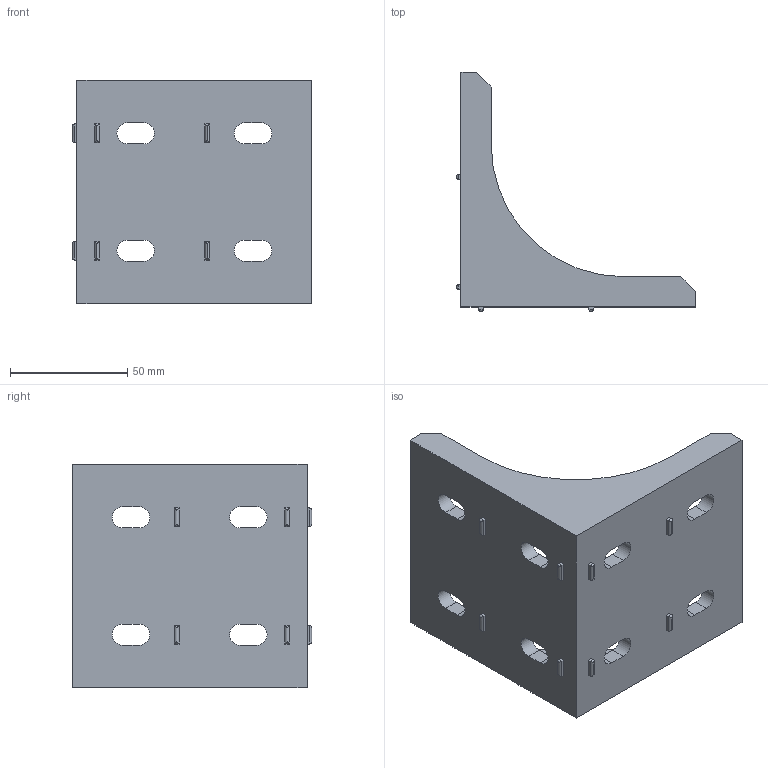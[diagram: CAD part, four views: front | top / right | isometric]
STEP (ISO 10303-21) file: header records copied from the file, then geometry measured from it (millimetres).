
FILE_DESCRIPTION((''),'2;1');
FILE_NAME('DCB95100-8.stp','2009-08-31T16:24:16',('Administrator'),(''),'Autodesk Inventor 2008','Autodesk Inventor 2008','');
FILE_SCHEMA(('AUTOMOTIVE_DESIGN { 1 0 10303 214 1 1 1 1 }'));
Length unit declared in the file: millimetre
Products named in the file (1): DCB95100-8
Bounding box: 102 x 102 x 95 mm (x, y, z)
Volume: 141737.4 mm3; surface area: 51157.9 mm2
Topology: 1 solids, 1 shells, 125 faces, 305 edges, 190 vertices
Faces by surface type: plane 78, cylinder 47
Entity records: 3667 total; most frequent: DIRECTION 627, CARTESIAN_POINT 621, ORIENTED_EDGE 610, EDGE_CURVE 305, VECTOR 235, LINE 235, AXIS2_PLACEMENT_3D 196, VERTEX_POINT 190
